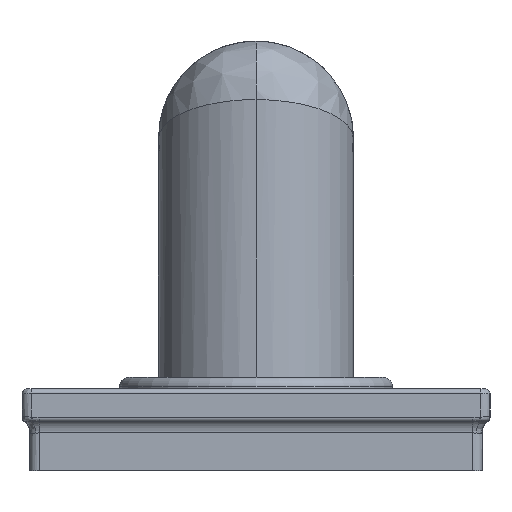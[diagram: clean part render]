
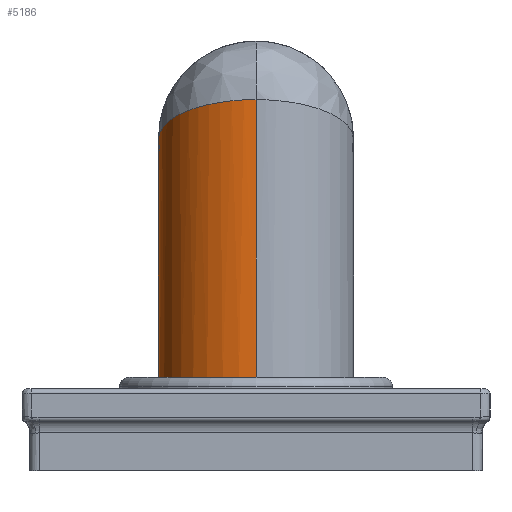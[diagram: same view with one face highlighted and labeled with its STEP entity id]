
A CAD part, left-side view. The second image highlights one B-rep face of the part: STEP entity #5186.
In plain terms, the highlighted cylindrical face has radius 15.875 mm (diameter 31.75 mm), a partial arc.
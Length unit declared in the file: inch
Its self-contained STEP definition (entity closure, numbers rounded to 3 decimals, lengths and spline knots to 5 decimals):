
#1290=CARTESIAN_POINT('',(0.,0.,0.6));
#1291=DIRECTION('',(0.,0.,-1.));
#1292=DIRECTION('',(-1.,0.,0.));
#1293=AXIS2_PLACEMENT_3D('',#1290,#1291,#1292);
#1295=CARTESIAN_POINT('',(0.625,0.,
1.443));
#1296=CARTESIAN_POINT('',(0.625,0.01387,
1.443));
#1297=CARTESIAN_POINT('',(0.62408,0.04181,
1.44402));
#1298=CARTESIAN_POINT('',(0.61982,0.08402,
1.44869));
#1299=CARTESIAN_POINT('',(0.61257,0.12655,
1.45666));
#1300=CARTESIAN_POINT('',(0.60219,0.16927,
1.46807));
#1301=CARTESIAN_POINT('',(0.58844,0.21227,
1.48318));
#1302=CARTESIAN_POINT('',(0.57105,0.25548,
1.5023));
#1303=CARTESIAN_POINT('',(0.54971,0.29875,
1.52576));
#1304=CARTESIAN_POINT('',(0.52404,0.34188,
1.55398));
#1305=CARTESIAN_POINT('',(0.49368,0.38452,
1.58735));
#1306=CARTESIAN_POINT('',(0.4583,0.42617,
1.62623));
#1307=CARTESIAN_POINT('',(0.41763,0.46619,
1.67094));
#1308=CARTESIAN_POINT('',(0.37153,0.5038,
1.72162));
#1309=CARTESIAN_POINT('',(0.32001,0.53809,
1.77824));
#1310=CARTESIAN_POINT('',(0.26334,0.56806,
1.84054));
#1311=CARTESIAN_POINT('',(0.20205,0.5927,
1.90791));
#1312=CARTESIAN_POINT('',(0.13696,0.61108,
1.97945));
#1313=CARTESIAN_POINT('',(0.06913,0.62244,
2.05401));
#1314=CARTESIAN_POINT('',(0.02317,0.625,
2.10453));
#1315=CARTESIAN_POINT('',(0.,0.625,2.13));
#1317=CARTESIAN_POINT('',(-0.625,0.,2.38));
#1318=CARTESIAN_POINT('',(-0.625,0.01835,
2.38));
#1319=CARTESIAN_POINT('',(-0.62338,0.05508,
2.37935));
#1320=CARTESIAN_POINT('',(-0.6161,0.10984,
2.37644));
#1321=CARTESIAN_POINT('',(-0.60397,0.16391,
2.37158));
#1322=CARTESIAN_POINT('',(-0.58703,0.21694,
2.36481));
#1323=CARTESIAN_POINT('',(-0.56529,0.26855,
2.35611));
#1324=CARTESIAN_POINT('',(-0.53885,0.31833,
2.34554));
#1325=CARTESIAN_POINT('',(-0.50778,0.36589,
2.33312));
#1326=CARTESIAN_POINT('',(-0.47221,0.41078,
2.31887));
#1327=CARTESIAN_POINT('',(-0.43233,0.45259,
2.30294));
#1328=CARTESIAN_POINT('',(-0.38839,0.49083,
2.28535));
#1329=CARTESIAN_POINT('',(-0.34065,0.52511,
2.26627));
#1330=CARTESIAN_POINT('',(-0.28951,0.55497,
2.2458));
#1331=CARTESIAN_POINT('',(-0.23539,0.58001,
2.22415));
#1332=CARTESIAN_POINT('',(-0.1788,0.59988,
2.20154));
#1333=CARTESIAN_POINT('',(-0.12031,0.6143,
2.17811));
#1334=CARTESIAN_POINT('',(-0.06053,0.62304,
2.15422));
#1335=CARTESIAN_POINT('',(-0.02018,0.625,
2.13814));
#1336=CARTESIAN_POINT('',(0.,0.625,2.13));
#1338=DIRECTION('',(0.,0.,-1.));
#1339=VECTOR('',#1338,1.78);
#1340=CARTESIAN_POINT('',(-0.625,0.,2.38));
#1341=LINE('',#1340,#1339);
#2322=DIRECTION('',(0.,0.,-1.));
#2323=VECTOR('',#2322,0.843);
#2324=CARTESIAN_POINT('',(0.625,0.,
1.443));
#2325=LINE('',#2324,#2323);
#2408=CARTESIAN_POINT('',(-0.625,0.,2.38));
#2410=VERTEX_POINT('',#2408);
#2416=VERTEX_POINT('',#1295);
#2417=VERTEX_POINT('',#1315);
#2432=CARTESIAN_POINT('',(0.625,0.,0.6));
#2433=CARTESIAN_POINT('',(-0.625,0.,0.6));
#2434=VERTEX_POINT('',#2432);
#2435=VERTEX_POINT('',#2433);
#5170=CARTESIAN_POINT('',(0.,0.,2.13));
#5171=DIRECTION('',(0.,0.,-1.));
#5172=DIRECTION('',(1.,0.,0.));
#5173=AXIS2_PLACEMENT_3D('',#5170,#5171,#5172);
#5174=CYLINDRICAL_SURFACE('',#5173,0.625);
#5176=ORIENTED_EDGE('',*,*,#5175,.T.);
#5178=ORIENTED_EDGE('',*,*,#5177,.F.);
#5179=ORIENTED_EDGE('',*,*,#5162,.T.);
#5181=ORIENTED_EDGE('',*,*,#5180,.F.);
#5183=ORIENTED_EDGE('',*,*,#5182,.T.);
#5184=EDGE_LOOP('',(#5176,#5178,#5179,#5181,#5183));
#5185=FACE_OUTER_BOUND('',#5184,.F.);
#5186=ADVANCED_FACE('',(#5185),#5174,.T.);
#1294=CIRCLE('',#1293,0.625);
#1316=B_SPLINE_CURVE_WITH_KNOTS('',3,(#1295,#1296,#1297,#1298,#1299,#1300,#1301,
#1302,#1303,#1304,#1305,#1306,#1307,#1308,#1309,#1310,#1311,#1312,#1313,#1314,
#1315),.UNSPECIFIED.,.F.,.F.,(4,1,1,1,1,1,1,1,1,1,1,1,1,1,1,1,1,1,4),(0.,
0.05556,0.11111,0.16667,0.22222,
0.27778,0.33333,0.38889,0.44444,0.5,
0.55556,0.61111,0.66667,0.72222,
0.77778,0.83333,0.88889,0.94444,1.),
.UNSPECIFIED.);
#1337=B_SPLINE_CURVE_WITH_KNOTS('',3,(#1317,#1318,#1319,#1320,#1321,#1322,#1323,
#1324,#1325,#1326,#1327,#1328,#1329,#1330,#1331,#1332,#1333,#1334,#1335,#1336),
.UNSPECIFIED.,.F.,.F.,(4,1,1,1,1,1,1,1,1,1,1,1,1,1,1,1,1,4),(0.,
0.05882,0.11765,0.17647,0.23529,
0.29412,0.35294,0.41176,0.47059,
0.52941,0.58824,0.64706,0.70588,
0.76471,0.82353,0.88235,0.94118,1.),
.UNSPECIFIED.);
#5162=EDGE_CURVE('',#2416,#2417,#1316,.T.);
#5175=EDGE_CURVE('',#2435,#2434,#1294,.T.);
#5177=EDGE_CURVE('',#2416,#2434,#2325,.T.);
#5180=EDGE_CURVE('',#2410,#2417,#1337,.T.);
#5182=EDGE_CURVE('',#2410,#2435,#1341,.T.);
